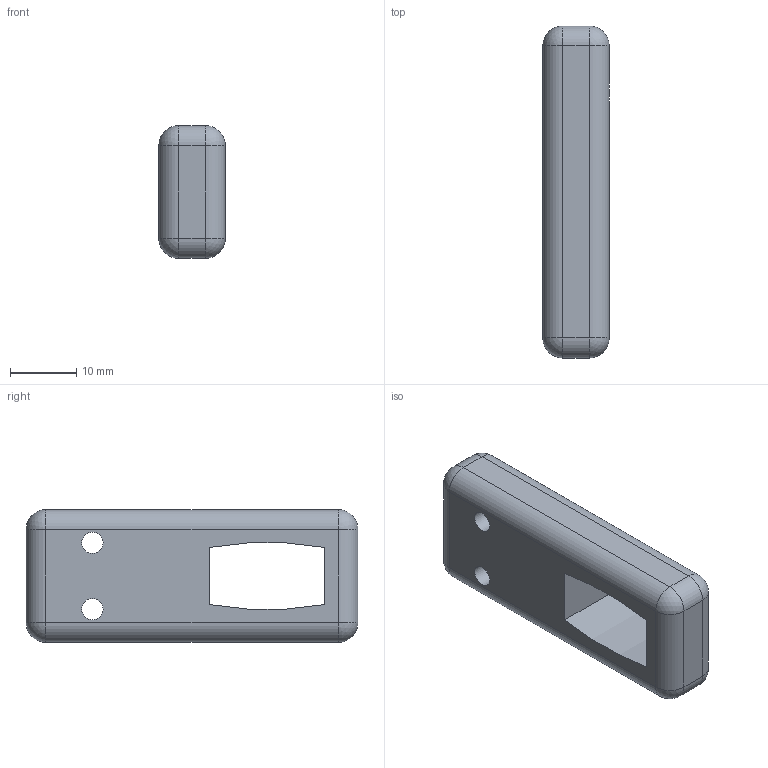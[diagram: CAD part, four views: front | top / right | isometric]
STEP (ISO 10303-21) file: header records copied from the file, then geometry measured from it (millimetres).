
FILE_DESCRIPTION(/* description */ (''),/* implementation_level */ '2;1');
FILE_NAME(/* name */ 'M3 Plastic LED Bracket.step',/* time_stamp */ '2021-12-23T07:09:31-07:00',/* author */ (''),/* organization */ (''),/* preprocessor_version */ 'ST-DEVELOPER v18.1',/* originating_system */ 'Autodesk Translation Framework v10.10.0.1391',/* authorisation */ '');
FILE_SCHEMA (('AUTOMOTIVE_DESIGN { 1 0 10303 214 3 1 1 }'));
Length unit declared in the file: millimetre
Products named in the file (1): M3 Plastic LED Bracket
Bounding box: 10 x 50 x 20 mm (x, y, z)
Volume: 7491.3 mm3; surface area: 3377.5 mm2
Topology: 1 solids, 1 shells, 36 faces, 78 edges, 44 vertices
Faces by surface type: cylinder 18, plane 10, sphere 8
Full cylindrical faces by diameter (mm): 3.2 x2, 5.2 x2
Entity records: 1025 total; most frequent: DIRECTION 188, CARTESIAN_POINT 179, ORIENTED_EDGE 156, EDGE_CURVE 78, AXIS2_PLACEMENT_3D 75, VERTEX_POINT 44, EDGE_LOOP 42, LINE 38
